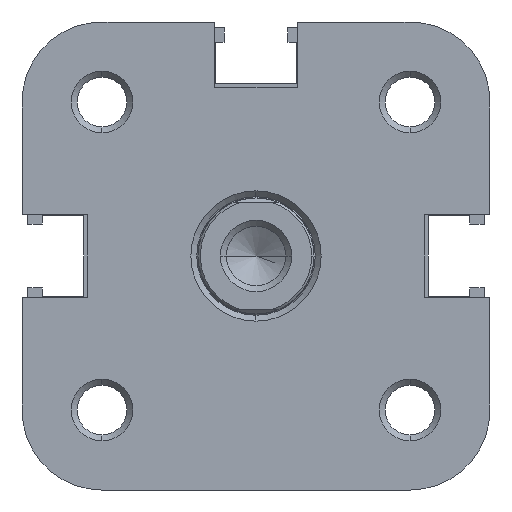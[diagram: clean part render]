
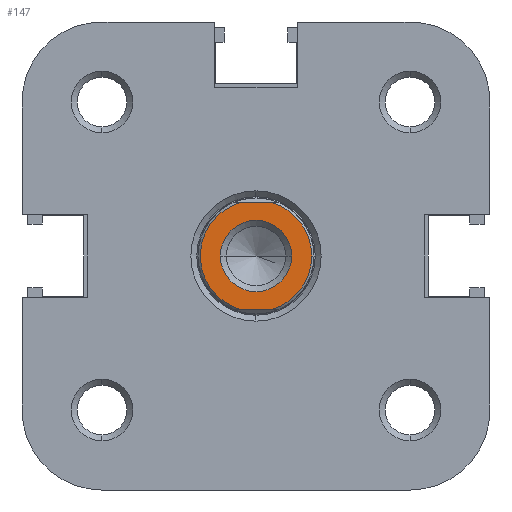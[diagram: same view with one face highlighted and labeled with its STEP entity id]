
A CAD part, left-side view. The second image highlights one B-rep face of the part: STEP entity #147.
In plain terms, the highlighted face is planar.
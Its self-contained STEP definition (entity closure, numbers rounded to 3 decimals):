
#17 = EDGE_CURVE ( 'NONE', #370, #371, #5794, .T. ) ;
#147 = ADVANCED_FACE ( 'NONE', ( #1589, #1598 ), #2619, .F. ) ;
#212 = VERTEX_POINT ( 'NONE', #2856 ) ;
#253 = VERTEX_POINT ( 'NONE', #2895 ) ;
#262 = VERTEX_POINT ( 'NONE', #2903 ) ;
#277 = VERTEX_POINT ( 'NONE', #2918 ) ;
#314 = VERTEX_POINT ( 'NONE', #2955 ) ;
#370 = VERTEX_POINT ( 'NONE', #3011 ) ;
#371 = VERTEX_POINT ( 'NONE', #3012 ) ;
#413 = EDGE_CURVE ( 'NONE', #314, #262, #1779, .T. ) ;
#422 = EDGE_CURVE ( 'NONE', #253, #277, #1787, .T. ) ;
#425 = EDGE_CURVE ( 'NONE', #262, #253, #1785, .T. ) ;
#427 = EDGE_CURVE ( 'NONE', #371, #370, #1795, .T. ) ;
#428 = EDGE_CURVE ( 'NONE', #212, #277, #1792, .T. ) ;
#452 = AXIS2_PLACEMENT_3D ( 'NONE', #6314, #6321, #6322 ) ;
#605 = AXIS2_PLACEMENT_3D ( 'NONE', #2618, #2620, #2621 ) ;
#685 = AXIS2_PLACEMENT_3D ( 'NONE', #3121, #3123, #3124 ) ;
#692 = AXIS2_PLACEMENT_3D ( 'NONE', #3143, #3149, #3150 ) ;
#694 = AXIS2_PLACEMENT_3D ( 'NONE', #3163, #3164, #3165 ) ;
#727 = AXIS2_PLACEMENT_3D ( 'NONE', #3373, #3384, #3385 ) ;
#1589 = FACE_BOUND ( 'NONE', #5407, .T. ) ;
#1598 = FACE_OUTER_BOUND ( 'NONE', #5408, .T. ) ;
#1779 = CIRCLE ( 'NONE', #685, 4.7 ) ;
#1785 = LINE ( 'NONE', #3158, #1788 ) ;
#1787 = CIRCLE ( 'NONE', #692, 4.7 ) ;
#1788 = VECTOR ( 'NONE', #3159, 1000. ) ;
#1792 = LINE ( 'NONE', #3167, #1793 ) ;
#1793 = VECTOR ( 'NONE', #3168, 1000. ) ;
#1795 = CIRCLE ( 'NONE', #694, 3. ) ;
#1921 = CIRCLE ( 'NONE', #727, 4.7 ) ;
#2618 = CARTESIAN_POINT ( 'NONE',  ( 301., 0., 0. ) ) ;
#2619 = PLANE ( 'NONE',  #605 ) ;
#2620 = DIRECTION ( 'NONE',  ( -1., 0., 0. ) ) ;
#2621 = DIRECTION ( 'NONE',  ( 0., 0., -1. ) ) ;
#2856 = CARTESIAN_POINT ( 'NONE',  ( 301., 4.5, -1.356 ) ) ;
#2895 = CARTESIAN_POINT ( 'NONE',  ( 301., -4.5, 1.356 ) ) ;
#2903 = CARTESIAN_POINT ( 'NONE',  ( 301., -4.5, -1.356 ) ) ;
#2918 = CARTESIAN_POINT ( 'NONE',  ( 301., 4.5, 1.356 ) ) ;
#2955 = CARTESIAN_POINT ( 'NONE',  ( 301., 0., -4.7 ) ) ;
#3011 = CARTESIAN_POINT ( 'NONE',  ( 301., 0., -3. ) ) ;
#3012 = CARTESIAN_POINT ( 'NONE',  ( 301., 0., 3. ) ) ;
#3121 = CARTESIAN_POINT ( 'NONE',  ( 301., 0., 0. ) ) ;
#3123 = DIRECTION ( 'NONE',  ( -1., 0., 0. ) ) ;
#3124 = DIRECTION ( 'NONE',  ( 0., 0., -1. ) ) ;
#3143 = CARTESIAN_POINT ( 'NONE',  ( 301., 0., 0. ) ) ;
#3149 = DIRECTION ( 'NONE',  ( -1., 0., 0. ) ) ;
#3150 = DIRECTION ( 'NONE',  ( 0., 0., -1. ) ) ;
#3158 = CARTESIAN_POINT ( 'NONE',  ( 301., -4.5, -12.5 ) ) ;
#3159 = DIRECTION ( 'NONE',  ( 0., 0., 1. ) ) ;
#3163 = CARTESIAN_POINT ( 'NONE',  ( 301., 0., 0. ) ) ;
#3164 = DIRECTION ( 'NONE',  ( 1., 0., 0. ) ) ;
#3165 = DIRECTION ( 'NONE',  ( 0., 0., -1. ) ) ;
#3167 = CARTESIAN_POINT ( 'NONE',  ( 301., 4.5, -12.5 ) ) ;
#3168 = DIRECTION ( 'NONE',  ( 0., 0., 1. ) ) ;
#3373 = CARTESIAN_POINT ( 'NONE',  ( 301., 0., 0. ) ) ;
#3384 = DIRECTION ( 'NONE',  ( -1., 0., 0. ) ) ;
#3385 = DIRECTION ( 'NONE',  ( 0., 0., -1. ) ) ;
#3876 = EDGE_CURVE ( 'NONE', #212, #314, #1921, .T. ) ;
#5298 = ORIENTED_EDGE ( 'NONE', *, *, #427, .F. ) ;
#5299 = ORIENTED_EDGE ( 'NONE', *, *, #17, .F. ) ;
#5300 = ORIENTED_EDGE ( 'NONE', *, *, #428, .T. ) ;
#5301 = ORIENTED_EDGE ( 'NONE', *, *, #422, .F. ) ;
#5302 = ORIENTED_EDGE ( 'NONE', *, *, #425, .F. ) ;
#5303 = ORIENTED_EDGE ( 'NONE', *, *, #413, .F. ) ;
#5304 = ORIENTED_EDGE ( 'NONE', *, *, #3876, .F. ) ;
#5407 = EDGE_LOOP ( 'NONE', ( #5298, #5299 ) ) ;
#5408 = EDGE_LOOP ( 'NONE', ( #5300, #5301, #5302, #5303, #5304 ) ) ;
#5794 = CIRCLE ( 'NONE', #452, 3. ) ;
#6314 = CARTESIAN_POINT ( 'NONE',  ( 301., 0., 0. ) ) ;
#6321 = DIRECTION ( 'NONE',  ( 1., 0., 0. ) ) ;
#6322 = DIRECTION ( 'NONE',  ( 0., 0., -1. ) ) ;
